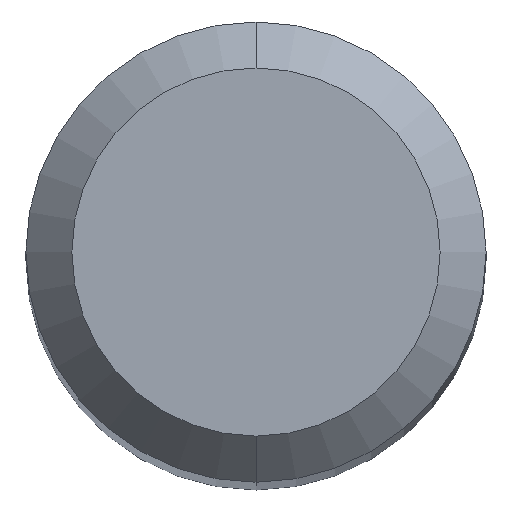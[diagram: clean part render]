
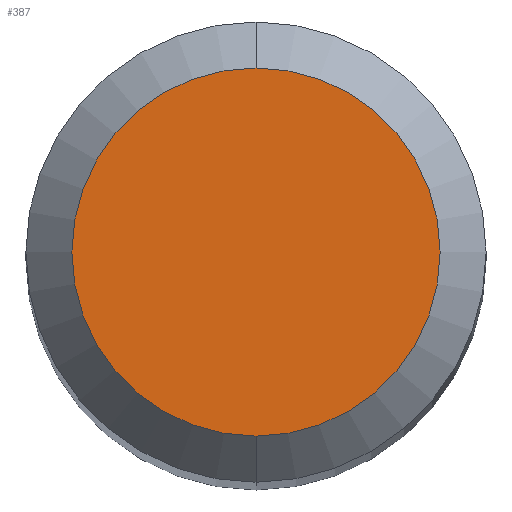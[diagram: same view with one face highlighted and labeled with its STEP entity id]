
A CAD part, top view. The second image highlights one B-rep face of the part: STEP entity #387.
In plain terms, the highlighted planar face has unit normal (0, 0, 1).
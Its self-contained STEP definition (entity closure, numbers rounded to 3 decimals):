
#187=VERTEX_POINT('',#497);
#363=VERTEX_POINT('',#693);
#375=EDGE_CURVE('',#187,#363,#706,.T.);
#377=EDGE_CURVE('',#363,#187,#708,.T.);
#387=ADVANCED_FACE('',(#718),#719,.T.);
#497=CARTESIAN_POINT('',(0.0,1.2,0.0));
#693=CARTESIAN_POINT('',(0.,-1.2,0.0));
#706=CIRCLE('',#1239,1.2);
#708=CIRCLE('',#1242,1.2);
#718=FACE_OUTER_BOUND('',#1271,.T.);
#719=PLANE('',#1272);
#1239=AXIS2_PLACEMENT_3D('',#1726,#1727,#1728);
#1242=AXIS2_PLACEMENT_3D('',#1729,#1730,#1731);
#1271=EDGE_LOOP('',(#1737,#1738));
#1272=AXIS2_PLACEMENT_3D('',#1739,#1740,#1741);
#1726=CARTESIAN_POINT('',(0.0,0.0,0.0));
#1727=DIRECTION('',(0.0,0.0,-1.0));
#1728=DIRECTION('',(0.0,1.0,0.0));
#1729=CARTESIAN_POINT('',(0.0,0.0,0.0));
#1730=DIRECTION('',(0.0,0.0,-1.0));
#1731=DIRECTION('',(0.0,1.0,0.0));
#1737=ORIENTED_EDGE('',*,*,#375,.F.);
#1738=ORIENTED_EDGE('',*,*,#377,.F.);
#1739=CARTESIAN_POINT('',(0.0,0.6,0.0));
#1740=DIRECTION('',(-0.0,0.0,1.0));
#1741=DIRECTION('',(0.0,-1.0,0.0));
